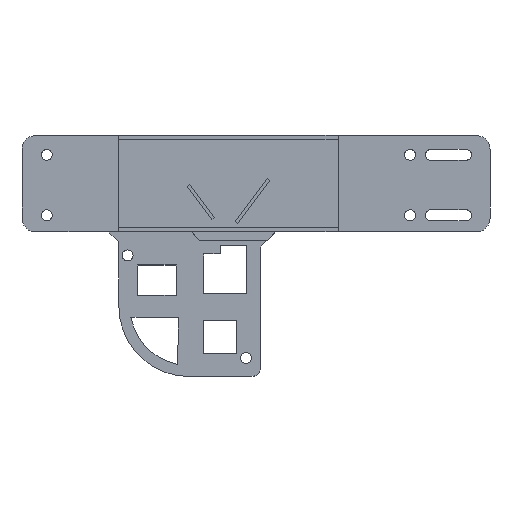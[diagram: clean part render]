
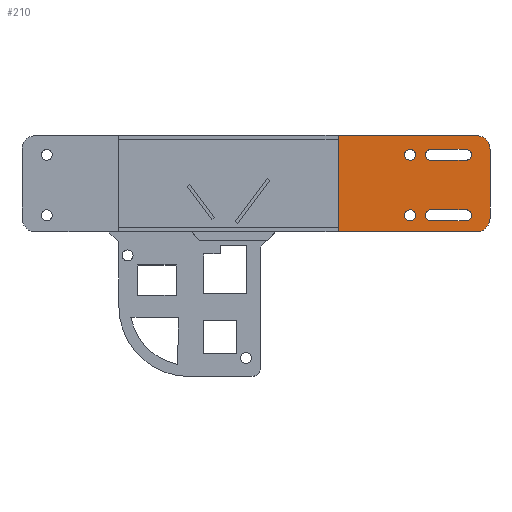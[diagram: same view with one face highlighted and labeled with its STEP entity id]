
A CAD part, top view. The second image highlights one B-rep face of the part: STEP entity #210.
In plain terms, the highlighted planar face has unit normal (0, 0, 1).
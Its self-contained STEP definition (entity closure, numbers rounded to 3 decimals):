
#27=CARTESIAN_POINT('',(-7.,11.,-15.096));
#28=DIRECTION('',(-0.,0.,1.));
#29=DIRECTION('',(1.,0.,0.));
#30=AXIS2_PLACEMENT_3D('',#27,#28,#29);
#31=PLANE('',#30);
#32=CARTESIAN_POINT('',(191.5,317.,-15.096));
#33=VERTEX_POINT('',#32);
#34=CARTESIAN_POINT('',(204.3,317.,-15.096));
#35=VERTEX_POINT('',#34);
#36=CARTESIAN_POINT('',(191.5,317.,-15.096));
#37=DIRECTION('',(1.,-0.,0.));
#38=VECTOR('',#37,12.8);
#39=LINE('',#36,#38);
#40=EDGE_CURVE('',#33,#35,#39,.T.);
#41=ORIENTED_EDGE('',*,*,#40,.F.);
#42=CARTESIAN_POINT('',(191.5,321.,-15.096));
#43=VERTEX_POINT('',#42);
#44=CARTESIAN_POINT('',(191.5,319.,-15.096));
#45=DIRECTION('',(-0.,0.,1.));
#46=DIRECTION('',(0.,-1.,0.));
#47=AXIS2_PLACEMENT_3D('',#44,#45,#46);
#48=CIRCLE('',#47,2.);
#49=EDGE_CURVE('',#43,#33,#48,.T.);
#50=ORIENTED_EDGE('',*,*,#49,.F.);
#51=CARTESIAN_POINT('',(204.3,321.,-15.096));
#52=VERTEX_POINT('',#51);
#53=CARTESIAN_POINT('',(191.5,321.,-15.096));
#54=DIRECTION('',(1.,-0.,0.));
#55=VECTOR('',#54,12.8);
#56=LINE('',#53,#55);
#57=EDGE_CURVE('',#43,#52,#56,.T.);
#58=ORIENTED_EDGE('',*,*,#57,.T.);
#59=CARTESIAN_POINT('',(204.3,319.,-15.096));
#60=DIRECTION('',(-0.,0.,1.));
#61=DIRECTION('',(0.,-1.,0.));
#62=AXIS2_PLACEMENT_3D('',#59,#60,#61);
#63=CIRCLE('',#62,2.);
#64=EDGE_CURVE('',#35,#52,#63,.T.);
#65=ORIENTED_EDGE('',*,*,#64,.F.);
#66=EDGE_LOOP('',(#41,#50,#58,#65));
#67=FACE_BOUND('',#66,.T.);
#68=CARTESIAN_POINT('',(158.,292.5,-15.096));
#69=VERTEX_POINT('',#68);
#70=CARTESIAN_POINT('',(157.8,292.5,-15.096));
#71=VERTEX_POINT('',#70);
#72=CARTESIAN_POINT('',(158.,292.5,-15.096));
#73=DIRECTION('',(-1.,-0.,-0.));
#74=VECTOR('',#73,0.2);
#75=LINE('',#72,#74);
#76=EDGE_CURVE('',#69,#71,#75,.T.);
#77=ORIENTED_EDGE('',*,*,#76,.T.);
#78=CARTESIAN_POINT('',(157.8,291.,-15.096));
#79=VERTEX_POINT('',#78);
#80=CARTESIAN_POINT('',(157.8,292.5,-15.096));
#81=DIRECTION('',(0.,-1.,0.));
#82=VECTOR('',#81,1.5);
#83=LINE('',#80,#82);
#84=EDGE_CURVE('',#71,#79,#83,.T.);
#85=ORIENTED_EDGE('',*,*,#84,.T.);
#86=CARTESIAN_POINT('',(208.,291.,-15.096));
#87=VERTEX_POINT('',#86);
#88=CARTESIAN_POINT('',(208.,291.,-15.096));
#89=DIRECTION('',(-1.,-0.,-0.));
#90=VECTOR('',#89,50.2);
#91=LINE('',#88,#90);
#92=EDGE_CURVE('',#87,#79,#91,.T.);
#93=ORIENTED_EDGE('',*,*,#92,.F.);
#94=CARTESIAN_POINT('',(213.,296.,-15.096));
#95=VERTEX_POINT('',#94);
#96=CARTESIAN_POINT('',(208.,296.,-15.096));
#97=DIRECTION('',(-0.,0.,1.));
#98=DIRECTION('',(0.,-1.,0.));
#99=AXIS2_PLACEMENT_3D('',#96,#97,#98);
#100=CIRCLE('',#99,5.);
#101=EDGE_CURVE('',#87,#95,#100,.T.);
#102=ORIENTED_EDGE('',*,*,#101,.T.);
#103=CARTESIAN_POINT('',(213.,321.,-15.096));
#104=VERTEX_POINT('',#103);
#105=CARTESIAN_POINT('',(213.,321.,-15.096));
#106=DIRECTION('',(0.,-1.,0.));
#107=VECTOR('',#106,25.);
#108=LINE('',#105,#107);
#109=EDGE_CURVE('',#104,#95,#108,.T.);
#110=ORIENTED_EDGE('',*,*,#109,.F.);
#111=CARTESIAN_POINT('',(208.,326.,-15.096));
#112=VERTEX_POINT('',#111);
#113=CARTESIAN_POINT('',(208.,321.,-15.096));
#114=DIRECTION('',(-0.,0.,1.));
#115=DIRECTION('',(0.,-1.,0.));
#116=AXIS2_PLACEMENT_3D('',#113,#114,#115);
#117=CIRCLE('',#116,5.);
#118=EDGE_CURVE('',#104,#112,#117,.T.);
#119=ORIENTED_EDGE('',*,*,#118,.T.);
#120=CARTESIAN_POINT('',(157.8,326.,-15.096));
#121=VERTEX_POINT('',#120);
#122=CARTESIAN_POINT('',(157.8,326.,-15.096));
#123=DIRECTION('',(1.,0.,0.));
#124=VECTOR('',#123,50.2);
#125=LINE('',#122,#124);
#126=EDGE_CURVE('',#121,#112,#125,.T.);
#127=ORIENTED_EDGE('',*,*,#126,.F.);
#128=CARTESIAN_POINT('',(157.8,324.5,-15.096));
#129=VERTEX_POINT('',#128);
#130=CARTESIAN_POINT('',(157.8,326.,-15.096));
#131=DIRECTION('',(0.,-1.,0.));
#132=VECTOR('',#131,1.5);
#133=LINE('',#130,#132);
#134=EDGE_CURVE('',#121,#129,#133,.T.);
#135=ORIENTED_EDGE('',*,*,#134,.T.);
#136=CARTESIAN_POINT('',(158.,324.5,-15.096));
#137=VERTEX_POINT('',#136);
#138=CARTESIAN_POINT('',(158.,324.5,-15.096));
#139=DIRECTION('',(-1.,0.,-0.));
#140=VECTOR('',#139,0.2);
#141=LINE('',#138,#140);
#142=EDGE_CURVE('',#137,#129,#141,.T.);
#143=ORIENTED_EDGE('',*,*,#142,.F.);
#144=CARTESIAN_POINT('',(158.,324.5,-15.096));
#145=DIRECTION('',(0.,-1.,0.));
#146=VECTOR('',#145,32.);
#147=LINE('',#144,#146);
#148=EDGE_CURVE('',#137,#69,#147,.T.);
#149=ORIENTED_EDGE('',*,*,#148,.T.);
#150=EDGE_LOOP('',(#77,#85,#93,#102,#110,#119,#127,#135,#143,#149));
#151=FACE_BOUND('',#150,.T.);
#152=CARTESIAN_POINT('',(184.,317.,-15.096));
#153=VERTEX_POINT('',#152);
#154=CARTESIAN_POINT('',(184.,319.,-15.096));
#155=DIRECTION('',(-0.,0.,1.));
#156=DIRECTION('',(0.,-1.,0.));
#157=AXIS2_PLACEMENT_3D('',#154,#155,#156);
#158=CIRCLE('',#157,2.);
#159=EDGE_CURVE('',#153,#153,#158,.T.);
#160=ORIENTED_EDGE('',*,*,#159,.F.);
#161=EDGE_LOOP('',(#160));
#162=FACE_BOUND('',#161,.T.);
#163=CARTESIAN_POINT('',(184.,295.,-15.096));
#164=VERTEX_POINT('',#163);
#165=CARTESIAN_POINT('',(184.,297.,-15.096));
#166=DIRECTION('',(-0.,0.,1.));
#167=DIRECTION('',(0.,-1.,0.));
#168=AXIS2_PLACEMENT_3D('',#165,#166,#167);
#169=CIRCLE('',#168,2.);
#170=EDGE_CURVE('',#164,#164,#169,.T.);
#171=ORIENTED_EDGE('',*,*,#170,.F.);
#172=EDGE_LOOP('',(#171));
#173=FACE_BOUND('',#172,.T.);
#174=CARTESIAN_POINT('',(191.5,299.,-15.096));
#175=VERTEX_POINT('',#174);
#176=CARTESIAN_POINT('',(191.5,295.,-15.096));
#177=VERTEX_POINT('',#176);
#178=CARTESIAN_POINT('',(191.5,297.,-15.096));
#179=DIRECTION('',(-0.,0.,1.));
#180=DIRECTION('',(0.,-1.,0.));
#181=AXIS2_PLACEMENT_3D('',#178,#179,#180);
#182=CIRCLE('',#181,2.);
#183=EDGE_CURVE('',#175,#177,#182,.T.);
#184=ORIENTED_EDGE('',*,*,#183,.F.);
#185=CARTESIAN_POINT('',(204.3,299.,-15.096));
#186=VERTEX_POINT('',#185);
#187=CARTESIAN_POINT('',(191.5,299.,-15.096));
#188=DIRECTION('',(1.,-0.,0.));
#189=VECTOR('',#188,12.8);
#190=LINE('',#187,#189);
#191=EDGE_CURVE('',#175,#186,#190,.T.);
#192=ORIENTED_EDGE('',*,*,#191,.T.);
#193=CARTESIAN_POINT('',(204.3,295.,-15.096));
#194=VERTEX_POINT('',#193);
#195=CARTESIAN_POINT('',(204.3,297.,-15.096));
#196=DIRECTION('',(-0.,0.,1.));
#197=DIRECTION('',(0.,-1.,0.));
#198=AXIS2_PLACEMENT_3D('',#195,#196,#197);
#199=CIRCLE('',#198,2.);
#200=EDGE_CURVE('',#194,#186,#199,.T.);
#201=ORIENTED_EDGE('',*,*,#200,.F.);
#202=CARTESIAN_POINT('',(191.5,295.,-15.096));
#203=DIRECTION('',(1.,-0.,0.));
#204=VECTOR('',#203,12.8);
#205=LINE('',#202,#204);
#206=EDGE_CURVE('',#177,#194,#205,.T.);
#207=ORIENTED_EDGE('',*,*,#206,.F.);
#208=EDGE_LOOP('',(#184,#192,#201,#207));
#209=FACE_BOUND('',#208,.T.);
#210=ADVANCED_FACE('',(#67,#151,#162,#173,#209),#31,.T.);
